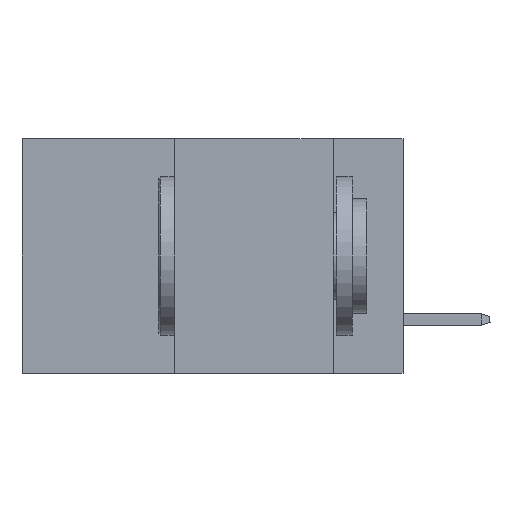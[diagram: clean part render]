
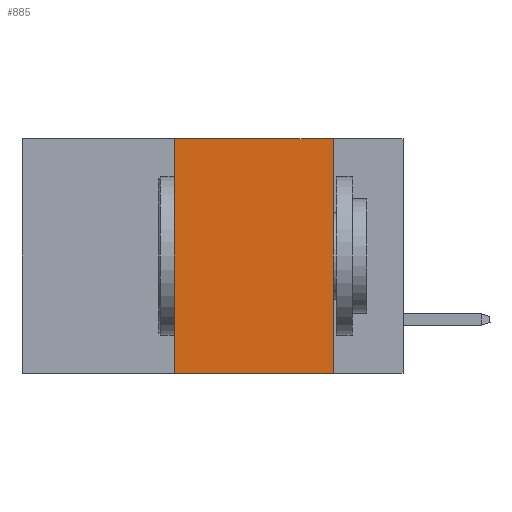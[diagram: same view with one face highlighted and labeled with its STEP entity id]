
A CAD part, left-side view. The second image highlights one B-rep face of the part: STEP entity #885.
In plain terms, the highlighted planar face has unit normal (-1, 0, 0).
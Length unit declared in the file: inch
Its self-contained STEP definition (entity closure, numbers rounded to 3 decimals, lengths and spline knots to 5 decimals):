
#885 = ADVANCED_FACE ( 'NONE', ( #8808 ), #18412, .F. ) ;
#1187 = ORIENTED_EDGE ( 'NONE', *, *, #24282, .F. ) ;
#1313 = LINE ( 'NONE', #7145, #6795 ) ;
#1659 = CARTESIAN_POINT ( 'NONE',  ( 0., 0.36, 0. ) ) ;
#2435 = CARTESIAN_POINT ( 'NONE',  ( 0., 0.36, 0. ) ) ;
#3221 = DIRECTION ( 'NONE',  ( 0., -1., 0. ) ) ;
#4233 = VERTEX_POINT ( 'NONE', #23722 ) ;
#4458 = CARTESIAN_POINT ( 'NONE',  ( 0., 0.11, 0. ) ) ;
#5320 = CARTESIAN_POINT ( 'NONE',  ( 0., 0.36, -0.37 ) ) ;
#6358 = VECTOR ( 'NONE', #10634, 39.37008 ) ;
#6430 = DIRECTION ( 'NONE',  ( 1., 0., 0. ) ) ;
#6795 = VECTOR ( 'NONE', #3221, 39.37008 ) ;
#7145 = CARTESIAN_POINT ( 'NONE',  ( 0., 0.6, -0.37 ) ) ;
#7256 = EDGE_CURVE ( 'NONE', #14026, #13088, #1313, .T. ) ;
#8210 = ORIENTED_EDGE ( 'NONE', *, *, #22169, .F. ) ;
#8808 = FACE_OUTER_BOUND ( 'NONE', #15525, .T. ) ;
#10634 = DIRECTION ( 'NONE',  ( 0., 0., -1. ) ) ;
#12717 = CARTESIAN_POINT ( 'NONE',  ( 0., 0.6, 0. ) ) ;
#12725 = VECTOR ( 'NONE', #20299, 39.37008 ) ;
#13088 = VERTEX_POINT ( 'NONE', #21532 ) ;
#13467 = EDGE_CURVE ( 'NONE', #14026, #20803, #20403, .T. ) ;
#14026 = VERTEX_POINT ( 'NONE', #5320 ) ;
#15197 = DIRECTION ( 'NONE',  ( 0., 0., 1. ) ) ;
#15525 = EDGE_LOOP ( 'NONE', ( #1187, #8210, #20178, #19832 ) ) ;
#16538 = DIRECTION ( 'NONE',  ( 0., 0., -1. ) ) ;
#18412 = PLANE ( 'NONE',  #21288 ) ;
#19832 = ORIENTED_EDGE ( 'NONE', *, *, #7256, .T. ) ;
#20047 = LINE ( 'NONE', #12717, #12725 ) ;
#20178 = ORIENTED_EDGE ( 'NONE', *, *, #13467, .F. ) ;
#20299 = DIRECTION ( 'NONE',  ( 0., -1., 0. ) ) ;
#20403 = LINE ( 'NONE', #1659, #23621 ) ;
#20803 = VERTEX_POINT ( 'NONE', #2435 ) ;
#21288 = AXIS2_PLACEMENT_3D ( 'NONE', #21856, #6430, #16538 ) ;
#21532 = CARTESIAN_POINT ( 'NONE',  ( 0., 0.11, -0.37 ) ) ;
#21856 = CARTESIAN_POINT ( 'NONE',  ( 0., 0.6, 0. ) ) ;
#21914 = LINE ( 'NONE', #4458, #6358 ) ;
#22169 = EDGE_CURVE ( 'NONE', #20803, #4233, #20047, .T. ) ;
#23621 = VECTOR ( 'NONE', #15197, 39.37008 ) ;
#23722 = CARTESIAN_POINT ( 'NONE',  ( 0., 0.11, 0. ) ) ;
#24282 = EDGE_CURVE ( 'NONE', #4233, #13088, #21914, .T. ) ;
